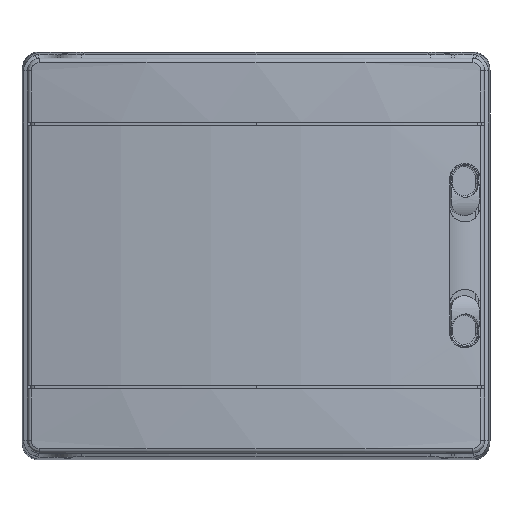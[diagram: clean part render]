
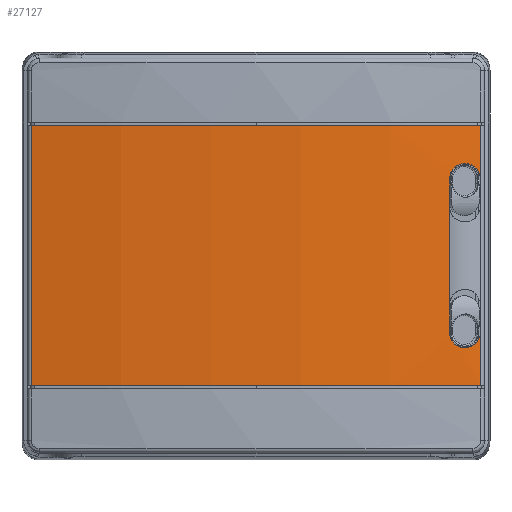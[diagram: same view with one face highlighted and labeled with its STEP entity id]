
A CAD part, top view. The second image highlights one B-rep face of the part: STEP entity #27127.
In plain terms, the highlighted cylindrical face has radius 700 mm (diameter 1400 mm), a partial arc.
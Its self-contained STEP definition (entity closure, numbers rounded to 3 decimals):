
#19715=DIRECTION('',(0.,1.,0.));
#19716=VECTOR('',#19715,62.6);
#19717=CARTESIAN_POINT('',(123.471,-31.3,
129.077));
#19718=LINE('',#19717,#19716);
#19719=DIRECTION('',(0.,1.,0.));
#19720=VECTOR('',#19719,17.7);
#19721=CARTESIAN_POINT('',(123.471,-49.,129.077));
#19722=LINE('',#19721,#19720);
#19723=CARTESIAN_POINT('',(143.129,-49.,125.263));
#19724=CARTESIAN_POINT('',(143.129,-49.407,
125.263));
#19725=CARTESIAN_POINT('',(143.079,-50.217,
125.274));
#19726=CARTESIAN_POINT('',(142.849,-51.438,
125.322));
#19727=CARTESIAN_POINT('',(142.466,-52.62,
125.402));
#19728=CARTESIAN_POINT('',(141.942,-53.737,
125.51));
#19729=CARTESIAN_POINT('',(141.287,-54.773,
125.646));
#19730=CARTESIAN_POINT('',(140.501,-55.728,
125.807));
#19731=CARTESIAN_POINT('',(139.604,-56.575,
125.99));
#19732=CARTESIAN_POINT('',(138.599,-57.309,
126.194));
#19733=CARTESIAN_POINT('',(137.513,-57.91,
126.413));
#19734=CARTESIAN_POINT('',(136.35,-58.372,
126.645));
#19735=CARTESIAN_POINT('',(135.145,-58.681,
126.883));
#19736=CARTESIAN_POINT('',(133.901,-58.837,
127.127));
#19737=CARTESIAN_POINT('',(132.655,-58.834,
127.368));
#19738=CARTESIAN_POINT('',(131.413,-58.673,
127.607));
#19739=CARTESIAN_POINT('',(130.211,-58.359,
127.835));
#19740=CARTESIAN_POINT('',(129.052,-57.893,
128.054));
#19741=CARTESIAN_POINT('',(127.971,-57.29,
128.256));
#19742=CARTESIAN_POINT('',(126.97,-56.554,
128.441));
#19743=CARTESIAN_POINT('',(126.077,-55.704,
128.605));
#19744=CARTESIAN_POINT('',(125.294,-54.747,
128.748));
#19745=CARTESIAN_POINT('',(124.642,-53.707,
128.866));
#19746=CARTESIAN_POINT('',(124.123,-52.591,
128.96));
#19747=CARTESIAN_POINT('',(123.749,-51.426,
129.027));
#19748=CARTESIAN_POINT('',(123.521,-50.219,
129.068));
#19749=CARTESIAN_POINT('',(123.471,-49.408,
129.077));
#19750=CARTESIAN_POINT('',(123.471,-49.,129.077));
#19752=DIRECTION('',(0.,1.,0.));
#19753=VECTOR('',#19752,17.7);
#19754=CARTESIAN_POINT('',(143.129,-49.,125.263));
#19755=LINE('',#19754,#19753);
#19756=DIRECTION('',(0.,1.,0.));
#19757=VECTOR('',#19756,62.6);
#19758=CARTESIAN_POINT('',(143.129,-31.3,
125.263));
#19759=LINE('',#19758,#19757);
#19760=DIRECTION('',(0.,1.,0.));
#19761=VECTOR('',#19760,17.7);
#19762=CARTESIAN_POINT('',(143.129,31.3,125.263));
#19763=LINE('',#19762,#19761);
#19764=CARTESIAN_POINT('',(123.471,49.,129.077));
#19765=CARTESIAN_POINT('',(123.471,49.408,129.077));
#19766=CARTESIAN_POINT('',(123.521,50.219,129.068));
#19767=CARTESIAN_POINT('',(123.749,51.426,129.027));
#19768=CARTESIAN_POINT('',(124.123,52.591,128.96));
#19769=CARTESIAN_POINT('',(124.642,53.707,128.866));
#19770=CARTESIAN_POINT('',(125.294,54.747,128.748));
#19771=CARTESIAN_POINT('',(126.077,55.704,128.605));
#19772=CARTESIAN_POINT('',(126.97,56.554,128.441));
#19773=CARTESIAN_POINT('',(127.971,57.29,128.256));
#19774=CARTESIAN_POINT('',(129.052,57.893,128.054));
#19775=CARTESIAN_POINT('',(130.211,58.359,127.835));
#19776=CARTESIAN_POINT('',(131.413,58.673,127.607));
#19777=CARTESIAN_POINT('',(132.655,58.834,127.368));
#19778=CARTESIAN_POINT('',(133.901,58.837,127.127));
#19779=CARTESIAN_POINT('',(135.145,58.681,126.883));
#19780=CARTESIAN_POINT('',(136.35,58.372,126.645));
#19781=CARTESIAN_POINT('',(137.513,57.91,126.413));
#19782=CARTESIAN_POINT('',(138.599,57.309,126.194));
#19783=CARTESIAN_POINT('',(139.604,56.575,125.99));
#19784=CARTESIAN_POINT('',(140.501,55.728,125.807));
#19785=CARTESIAN_POINT('',(141.287,54.773,125.646));
#19786=CARTESIAN_POINT('',(141.942,53.737,125.51));
#19787=CARTESIAN_POINT('',(142.466,52.62,125.402));
#19788=CARTESIAN_POINT('',(142.849,51.438,125.322));
#19789=CARTESIAN_POINT('',(143.079,50.217,125.274));
#19790=CARTESIAN_POINT('',(143.129,49.407,125.263));
#19791=CARTESIAN_POINT('',(143.129,49.,125.263));
#19793=DIRECTION('',(0.,1.,0.));
#19794=VECTOR('',#19793,17.7);
#19795=CARTESIAN_POINT('',(123.471,31.3,129.077));
#19796=LINE('',#19795,#19794);
#19901=DIRECTION('',(0.,-1.,0.));
#19902=VECTOR('',#19901,166.);
#19903=CARTESIAN_POINT('',(143.415,83.,125.204));
#19904=LINE('',#19903,#19902);
#19905=CARTESIAN_POINT('',(0.,-83.,-559.948));
#19906=DIRECTION('',(0.,1.,0.));
#19907=DIRECTION('',(-0.205,0.,0.979));
#19908=AXIS2_PLACEMENT_3D('',#19905,#19906,#19907);
#19910=DIRECTION('',(0.,-1.,0.));
#19911=VECTOR('',#19910,166.);
#19912=CARTESIAN_POINT('',(-143.415,83.,125.204));
#19913=LINE('',#19912,#19911);
#19914=CARTESIAN_POINT('',(0.,83.,-559.948));
#19915=DIRECTION('',(0.,1.,0.));
#19916=DIRECTION('',(-0.205,0.,0.979));
#19917=AXIS2_PLACEMENT_3D('',#19914,#19915,#19916);
#26583=VERTEX_POINT('',#19723);
#26584=VERTEX_POINT('',#19750);
#26625=CARTESIAN_POINT('',(143.129,49.,125.263));
#26626=VERTEX_POINT('',#26625);
#26627=VERTEX_POINT('',#19764);
#26886=CARTESIAN_POINT('',(123.471,-31.3,
129.077));
#26887=CARTESIAN_POINT('',(123.471,31.3,129.077));
#26888=VERTEX_POINT('',#26886);
#26889=VERTEX_POINT('',#26887);
#26890=CARTESIAN_POINT('',(143.129,-31.3,
125.263));
#26891=CARTESIAN_POINT('',(143.129,31.3,125.263));
#26892=VERTEX_POINT('',#26890);
#26893=VERTEX_POINT('',#26891);
#26965=CARTESIAN_POINT('',(143.415,-83.,125.204));
#26967=VERTEX_POINT('',#26965);
#26968=CARTESIAN_POINT('',(143.415,83.,125.204));
#26969=VERTEX_POINT('',#26968);
#26972=CARTESIAN_POINT('',(-143.415,-83.,125.204));
#26974=VERTEX_POINT('',#26972);
#26978=CARTESIAN_POINT('',(-143.415,83.,125.204));
#26979=VERTEX_POINT('',#26978);
#27094=CARTESIAN_POINT('',(0.,-126.,-559.948));
#27095=DIRECTION('',(0.,1.,0.));
#27096=DIRECTION('',(-1.,0.,0.));
#27097=AXIS2_PLACEMENT_3D('',#27094,#27095,#27096);
#27098=CYLINDRICAL_SURFACE('',#27097,700.);
#27100=ORIENTED_EDGE('',*,*,#27099,.T.);
#27102=ORIENTED_EDGE('',*,*,#27101,.F.);
#27104=ORIENTED_EDGE('',*,*,#27103,.F.);
#27106=ORIENTED_EDGE('',*,*,#27105,.T.);
#27107=EDGE_LOOP('',(#27100,#27102,#27104,#27106));
#27108=FACE_OUTER_BOUND('',#27107,.F.);
#27110=ORIENTED_EDGE('',*,*,#27109,.F.);
#27112=ORIENTED_EDGE('',*,*,#27111,.F.);
#27114=ORIENTED_EDGE('',*,*,#27113,.F.);
#27116=ORIENTED_EDGE('',*,*,#27115,.T.);
#27118=ORIENTED_EDGE('',*,*,#27117,.T.);
#27120=ORIENTED_EDGE('',*,*,#27119,.T.);
#27122=ORIENTED_EDGE('',*,*,#27121,.F.);
#27124=ORIENTED_EDGE('',*,*,#27123,.F.);
#27125=EDGE_LOOP('',(#27110,#27112,#27114,#27116,#27118,#27120,#27122,#27124));
#27126=FACE_BOUND('',#27125,.F.);
#27127=ADVANCED_FACE('',(#27108,#27126),#27098,.T.);
#19751=B_SPLINE_CURVE_WITH_KNOTS('',3,(#19723,#19724,#19725,#19726,#19727,
#19728,#19729,#19730,#19731,#19732,#19733,#19734,#19735,#19736,#19737,#19738,
#19739,#19740,#19741,#19742,#19743,#19744,#19745,#19746,#19747,#19748,#19749,
#19750),.UNSPECIFIED.,.F.,.F.,(4,1,1,1,1,1,1,1,1,1,1,1,1,1,1,1,1,1,1,1,1,1,1,1,
1,4),(0.,0.04,0.08,0.12,0.16,0.2,0.24,0.28,0.32,0.36,0.4,
0.44,0.48,0.52,0.56,0.6,0.64,0.68,0.72,0.76,0.8,0.84,
0.88,0.92,0.96,1.),.UNSPECIFIED.);
#19792=B_SPLINE_CURVE_WITH_KNOTS('',3,(#19764,#19765,#19766,#19767,#19768,
#19769,#19770,#19771,#19772,#19773,#19774,#19775,#19776,#19777,#19778,#19779,
#19780,#19781,#19782,#19783,#19784,#19785,#19786,#19787,#19788,#19789,#19790,
#19791),.UNSPECIFIED.,.F.,.F.,(4,1,1,1,1,1,1,1,1,1,1,1,1,1,1,1,1,1,1,1,1,1,1,1,
1,4),(0.,0.04,0.08,0.12,0.16,0.2,0.24,0.28,0.32,0.36,0.4,
0.44,0.48,0.52,0.56,0.6,0.64,0.68,0.72,0.76,0.8,0.84,
0.88,0.92,0.96,1.),.UNSPECIFIED.);
#19909=CIRCLE('',#19908,700.);
#19918=CIRCLE('',#19917,700.);
#27099=EDGE_CURVE('',#26969,#26967,#19904,.T.);
#27101=EDGE_CURVE('',#26974,#26967,#19909,.T.);
#27103=EDGE_CURVE('',#26979,#26974,#19913,.T.);
#27105=EDGE_CURVE('',#26979,#26969,#19918,.T.);
#27109=EDGE_CURVE('',#26888,#26889,#19718,.T.);
#27111=EDGE_CURVE('',#26584,#26888,#19722,.T.);
#27113=EDGE_CURVE('',#26583,#26584,#19751,.T.);
#27115=EDGE_CURVE('',#26583,#26892,#19755,.T.);
#27117=EDGE_CURVE('',#26892,#26893,#19759,.T.);
#27119=EDGE_CURVE('',#26893,#26626,#19763,.T.);
#27121=EDGE_CURVE('',#26627,#26626,#19792,.T.);
#27123=EDGE_CURVE('',#26889,#26627,#19796,.T.);
